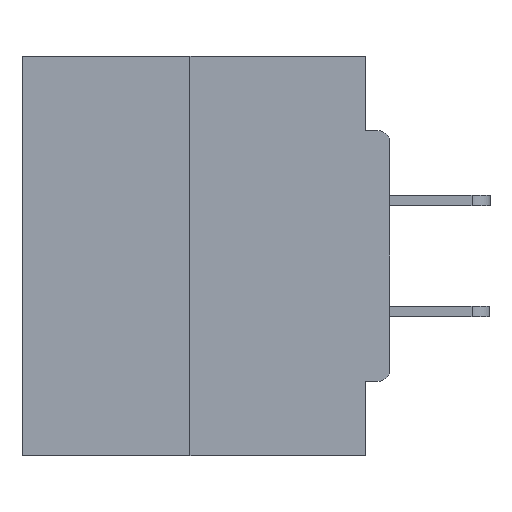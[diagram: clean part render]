
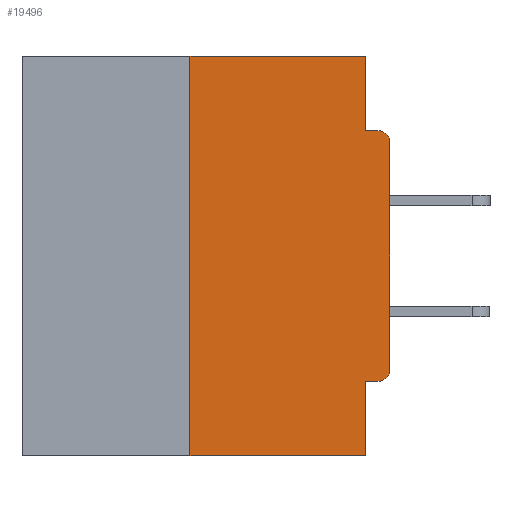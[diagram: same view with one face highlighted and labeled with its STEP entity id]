
A CAD part, left-side view. The second image highlights one B-rep face of the part: STEP entity #19496.
In plain terms, the highlighted planar face has unit normal (-1, 0, 0).
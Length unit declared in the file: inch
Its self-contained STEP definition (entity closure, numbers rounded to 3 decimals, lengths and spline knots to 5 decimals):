
#52 = ORIENTED_EDGE ( 'NONE', *, *, #6450, .T. ) ;
#293 = CARTESIAN_POINT ( 'NONE',  ( 0., 0.25, 0. ) ) ;
#454 = CARTESIAN_POINT ( 'NONE',  ( 0., 0., -0.4065 ) ) ;
#1705 = CARTESIAN_POINT ( 'NONE',  ( 0., 0.25, 0. ) ) ;
#1710 = DIRECTION ( 'NONE',  ( 0., 0., -1. ) ) ;
#2630 = VECTOR ( 'NONE', #42655, 39.37008 ) ;
#3553 = FACE_OUTER_BOUND ( 'NONE', #19324, .T. ) ;
#3985 = DIRECTION ( 'NONE',  ( 0., -1., 0. ) ) ;
#4239 = ORIENTED_EDGE ( 'NONE', *, *, #35307, .F. ) ;
#4497 = ORIENTED_EDGE ( 'NONE', *, *, #42035, .T. ) ;
#4689 = AXIS2_PLACEMENT_3D ( 'NONE', #27128, #23527, #13515 ) ;
#5187 = CARTESIAN_POINT ( 'NONE',  ( 0., 0.031, -0.0935 ) ) ;
#5260 = EDGE_CURVE ( 'NONE', #9852, #38651, #8308, .T. ) ;
#5565 = VECTOR ( 'NONE', #25005, 39.37008 ) ;
#5831 = VERTEX_POINT ( 'NONE', #6468 ) ;
#6450 = EDGE_CURVE ( 'NONE', #38651, #31375, #24185, .T. ) ;
#6468 = CARTESIAN_POINT ( 'NONE',  ( 0., 0.031, 0. ) ) ;
#7199 = CARTESIAN_POINT ( 'NONE',  ( 0., 0.015, -0.1085 ) ) ;
#7287 = DIRECTION ( 'NONE',  ( 0., -1., 0. ) ) ;
#8308 = LINE ( 'NONE', #35970, #5565 ) ;
#8704 = LINE ( 'NONE', #23965, #10364 ) ;
#8740 = CARTESIAN_POINT ( 'NONE',  ( 0., 0.031, -0.4065 ) ) ;
#9139 = VERTEX_POINT ( 'NONE', #21263 ) ;
#9186 = CIRCLE ( 'NONE', #4689, 0.015 ) ;
#9416 = EDGE_CURVE ( 'NONE', #5831, #44673, #40603, .T. ) ;
#9852 = VERTEX_POINT ( 'NONE', #12254 ) ;
#10322 = ORIENTED_EDGE ( 'NONE', *, *, #23287, .F. ) ;
#10359 = LINE ( 'NONE', #18930, #30915 ) ;
#10364 = VECTOR ( 'NONE', #7287, 39.37008 ) ;
#10374 = EDGE_CURVE ( 'NONE', #20417, #9852, #9186, .T. ) ;
#10688 = DIRECTION ( 'NONE',  ( 0., 0., -1. ) ) ;
#10778 = ORIENTED_EDGE ( 'NONE', *, *, #5260, .T. ) ;
#11032 = CARTESIAN_POINT ( 'NONE',  ( 0., 0.46, 0. ) ) ;
#12254 = CARTESIAN_POINT ( 'NONE',  ( 0., 0., -0.3915 ) ) ;
#12545 = VECTOR ( 'NONE', #24579, 39.37008 ) ;
#13347 = AXIS2_PLACEMENT_3D ( 'NONE', #7199, #13717, #10688 ) ;
#13515 = DIRECTION ( 'NONE',  ( 0., 0., -1. ) ) ;
#13717 = DIRECTION ( 'NONE',  ( -1., 0., 0. ) ) ;
#13925 = DIRECTION ( 'NONE',  ( 0., 1., 0. ) ) ;
#14484 = DIRECTION ( 'NONE',  ( 0., 0., -1. ) ) ;
#14636 = LINE ( 'NONE', #454, #33494 ) ;
#15091 = EDGE_CURVE ( 'NONE', #30490, #9139, #10359, .T. ) ;
#17233 = LINE ( 'NONE', #1705, #2630 ) ;
#18739 = ORIENTED_EDGE ( 'NONE', *, *, #15091, .F. ) ;
#18930 = CARTESIAN_POINT ( 'NONE',  ( 0., 0.031, -0.5 ) ) ;
#19324 = EDGE_LOOP ( 'NONE', ( #36235, #10322, #4497, #18739, #24600, #30898, #10778, #52, #4239, #36061 ) ) ;
#19496 = ADVANCED_FACE ( 'NONE', ( #3553 ), #31746, .F. ) ;
#19996 = CARTESIAN_POINT ( 'NONE',  ( 0., 0., -0.1085 ) ) ;
#20417 = VERTEX_POINT ( 'NONE', #24053 ) ;
#21263 = CARTESIAN_POINT ( 'NONE',  ( 0., 0.031, -0.5 ) ) ;
#22455 = EDGE_CURVE ( 'NONE', #20417, #30490, #14636, .T. ) ;
#23287 = EDGE_CURVE ( 'NONE', #27717, #40301, #17233, .T. ) ;
#23527 = DIRECTION ( 'NONE',  ( -1., 0., 0. ) ) ;
#23965 = CARTESIAN_POINT ( 'NONE',  ( 0., 0.46, -0.5 ) ) ;
#24053 = CARTESIAN_POINT ( 'NONE',  ( 0., 0.015, -0.4065 ) ) ;
#24185 = CIRCLE ( 'NONE', #13347, 0.015 ) ;
#24258 = DIRECTION ( 'NONE',  ( 0., -1., 0. ) ) ;
#24422 = AXIS2_PLACEMENT_3D ( 'NONE', #11032, #35171, #14484 ) ;
#24579 = DIRECTION ( 'NONE',  ( 0., 0., -1. ) ) ;
#24600 = ORIENTED_EDGE ( 'NONE', *, *, #22455, .F. ) ;
#24740 = CARTESIAN_POINT ( 'NONE',  ( 0., 0., -0.0935 ) ) ;
#25005 = DIRECTION ( 'NONE',  ( 0., 0., 1. ) ) ;
#27128 = CARTESIAN_POINT ( 'NONE',  ( 0., 0.015, -0.3915 ) ) ;
#27717 = VERTEX_POINT ( 'NONE', #35785 ) ;
#30490 = VERTEX_POINT ( 'NONE', #8740 ) ;
#30898 = ORIENTED_EDGE ( 'NONE', *, *, #10374, .T. ) ;
#30915 = VECTOR ( 'NONE', #1710, 39.37008 ) ;
#31229 = VECTOR ( 'NONE', #24258, 39.37008 ) ;
#31375 = VERTEX_POINT ( 'NONE', #38055 ) ;
#31746 = PLANE ( 'NONE',  #24422 ) ;
#32254 = VECTOR ( 'NONE', #3985, 39.37008 ) ;
#33494 = VECTOR ( 'NONE', #13925, 39.37008 ) ;
#34388 = LINE ( 'NONE', #24740, #32254 ) ;
#34805 = CARTESIAN_POINT ( 'NONE',  ( 0., 0.031, 0. ) ) ;
#35171 = DIRECTION ( 'NONE',  ( 1., 0., 0. ) ) ;
#35307 = EDGE_CURVE ( 'NONE', #44673, #31375, #34388, .T. ) ;
#35785 = CARTESIAN_POINT ( 'NONE',  ( 0., 0.25, -0.5 ) ) ;
#35970 = CARTESIAN_POINT ( 'NONE',  ( 0., 0., 0. ) ) ;
#36061 = ORIENTED_EDGE ( 'NONE', *, *, #9416, .F. ) ;
#36235 = ORIENTED_EDGE ( 'NONE', *, *, #38660, .F. ) ;
#38055 = CARTESIAN_POINT ( 'NONE',  ( 0., 0.015, -0.0935 ) ) ;
#38651 = VERTEX_POINT ( 'NONE', #19996 ) ;
#38660 = EDGE_CURVE ( 'NONE', #40301, #5831, #41462, .T. ) ;
#40301 = VERTEX_POINT ( 'NONE', #293 ) ;
#40603 = LINE ( 'NONE', #34805, #12545 ) ;
#41151 = CARTESIAN_POINT ( 'NONE',  ( 0., 0.46, 0. ) ) ;
#41462 = LINE ( 'NONE', #41151, #31229 ) ;
#42035 = EDGE_CURVE ( 'NONE', #27717, #9139, #8704, .T. ) ;
#42655 = DIRECTION ( 'NONE',  ( 0., 0., 1. ) ) ;
#44673 = VERTEX_POINT ( 'NONE', #5187 ) ;
